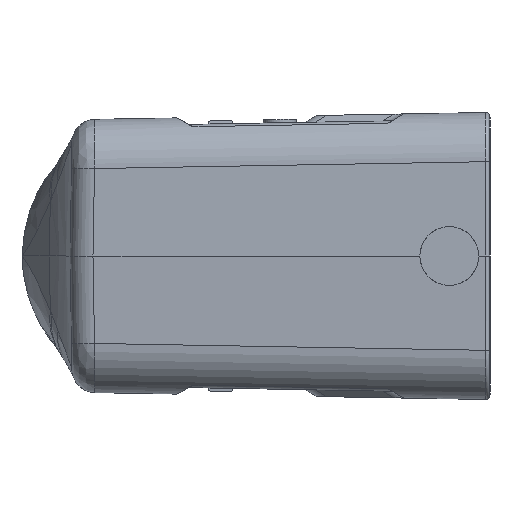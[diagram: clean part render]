
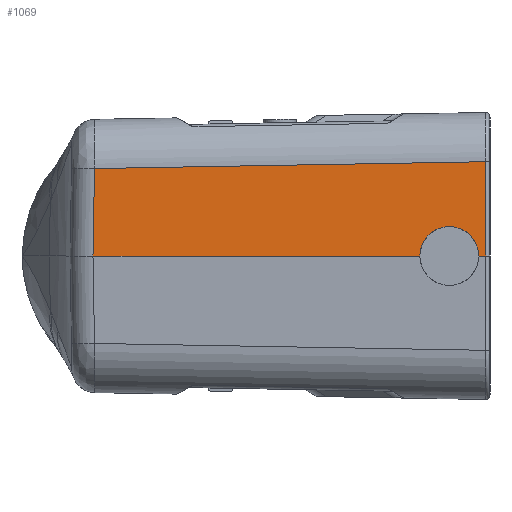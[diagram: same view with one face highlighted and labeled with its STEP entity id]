
A CAD part, left-side view. The second image highlights one B-rep face of the part: STEP entity #1069.
In plain terms, the highlighted planar face has unit normal (-1, 0.018, 0.017).
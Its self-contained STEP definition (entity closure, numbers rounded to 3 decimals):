
#676=FACE_OUTER_BOUND('',#3221,.T.);
#1069=ADVANCED_FACE('',(#676),#1291,.T.);
#1291=PLANE('',#7564);
#1400=ELLIPSE('',#7560,4.401,4.4);
#1562=LINE('',#9672,#2180);
#2048=LINE('',#13480,#2666);
#2083=LINE('',#13848,#2701);
#2084=LINE('',#13849,#2702);
#2085=LINE('',#13857,#2703);
#2086=LINE('',#13859,#2704);
#2180=VECTOR('',#7736,1.);
#2666=VECTOR('',#9124,1.);
#2701=VECTOR('',#9265,1.);
#2702=VECTOR('',#9266,1.);
#2703=VECTOR('',#9277,1.);
#2704=VECTOR('',#9280,1.);
#3221=EDGE_LOOP('',(#4988,#4989,#4990,#4991,#4992,#4993,#4994));
#4988=ORIENTED_EDGE('',*,*,#6775,.F.);
#4989=ORIENTED_EDGE('',*,*,#6773,.T.);
#4990=ORIENTED_EDGE('',*,*,#5942,.T.);
#4991=ORIENTED_EDGE('',*,*,#6778,.F.);
#4992=ORIENTED_EDGE('',*,*,#6702,.F.);
#4993=ORIENTED_EDGE('',*,*,#6772,.T.);
#4994=ORIENTED_EDGE('',*,*,#6777,.F.);
#5309=VERTEX_POINT('',#9666);
#5312=VERTEX_POINT('',#9671);
#5791=VERTEX_POINT('',#13477);
#5792=VERTEX_POINT('',#13481);
#5825=VERTEX_POINT('',#13847);
#5826=VERTEX_POINT('',#13850);
#5827=VERTEX_POINT('',#13854);
#5942=EDGE_CURVE('',#5309,#5312,#1562,.T.);
#6702=EDGE_CURVE('',#5791,#5792,#2048,.T.);
#6772=EDGE_CURVE('',#5791,#5825,#2083,.T.);
#6773=EDGE_CURVE('',#5826,#5309,#2084,.T.);
#6775=EDGE_CURVE('',#5826,#5827,#1400,.T.);
#6777=EDGE_CURVE('',#5827,#5825,#2085,.T.);
#6778=EDGE_CURVE('',#5792,#5312,#2086,.T.);
#7560=AXIS2_PLACEMENT_3D('',#13853,#9271,#9272);
#7564=AXIS2_PLACEMENT_3D('',#13860,#9281,#9282);
#7736=DIRECTION('',(0.017,0.,1.));
#9124=DIRECTION('',(0.017,-0.017,1.));
#9265=DIRECTION('',(-0.017,-1.,0.));
#9266=DIRECTION('',(-0.017,-1.,0.));
#9271=DIRECTION('',(-1.,0.017,0.017));
#9272=DIRECTION('',(0.025,0.707,0.707));
#9277=DIRECTION('',(0.,0.707,-0.707));
#9280=DIRECTION('',(-0.017,-1.,0.017));
#9281=DIRECTION('',(-1.,0.017,0.017));
#9282=DIRECTION('',(-0.017,0.,-1.));
#9666=CARTESIAN_POINT('',(-46.739,70.609,0.));
#9671=CARTESIAN_POINT('',(-46.493,70.609,14.121));
#9672=CARTESIAN_POINT('',(-46.322,70.609,23.912));
#13477=CARTESIAN_POINT('',(-45.712,129.462,0.));
#13480=CARTESIAN_POINT('',(-45.713,129.463,-0.078));
#13481=CARTESIAN_POINT('',(-45.487,129.233,13.098));
#13847=CARTESIAN_POINT('',(-46.644,76.1,0.));
#13848=CARTESIAN_POINT('',(-45.712,129.462,0.));
#13849=CARTESIAN_POINT('',(-46.72,71.7,0.));
#13850=CARTESIAN_POINT('',(-46.72,71.7,0.));
#13853=CARTESIAN_POINT('',(-46.644,76.1,0.));
#13854=CARTESIAN_POINT('',(-46.644,72.989,3.112));
#13857=CARTESIAN_POINT('',(-46.644,72.989,3.112));
#13859=CARTESIAN_POINT('',(-46.507,69.809,14.135));
#13860=CARTESIAN_POINT('',(-46.333,70.,23.912));
